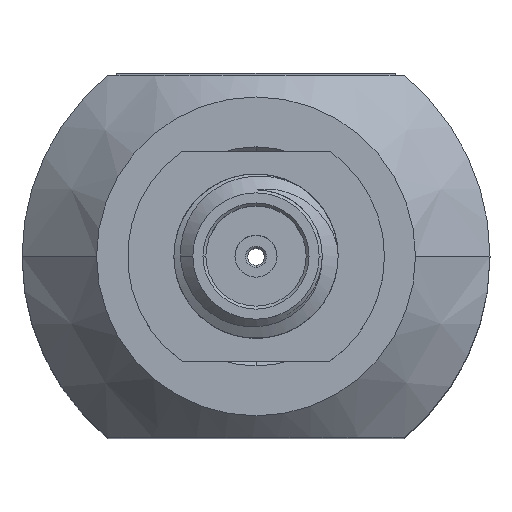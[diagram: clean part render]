
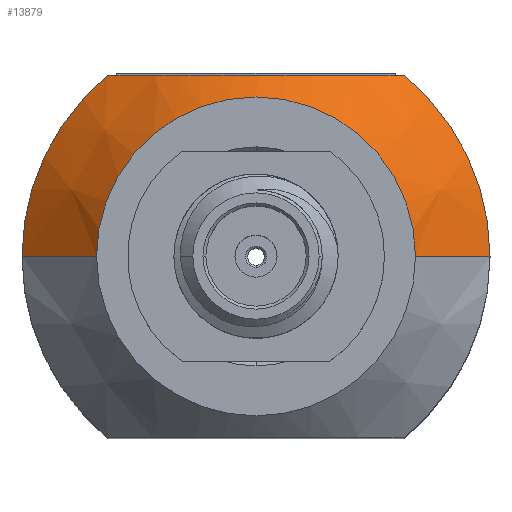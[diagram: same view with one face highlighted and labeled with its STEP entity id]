
A CAD part, top view. The second image highlights one B-rep face of the part: STEP entity #13879.
In plain terms, the highlighted conical face has half-angle 45 degrees and reference radius 3.786 mm.
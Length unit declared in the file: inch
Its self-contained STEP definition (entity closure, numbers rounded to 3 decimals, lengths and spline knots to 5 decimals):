
#36 = EDGE_LOOP ( 'NONE', ( #11414, #16060, #9413, #7158, #12301, #13590 ) ) ;
#55 = EDGE_CURVE ( 'NONE', #14686, #12069, #3124, .T. ) ;
#575 = CARTESIAN_POINT ( 'NONE',  ( -0.04742, 0.16929, 0.2974 ) ) ;
#713 = CARTESIAN_POINT ( 'NONE',  ( -0.14906, 0., 0.3226 ) ) ;
#830 = CARTESIAN_POINT ( 'NONE',  ( -0.07329, 0.16929, 0.28719 ) ) ;
#911 = EDGE_CURVE ( 'NONE', #16390, #14686, #17015, .T. ) ;
#1303 = DIRECTION ( 'NONE',  ( 0., 0., -1. ) ) ;
#1418 = CARTESIAN_POINT ( 'NONE',  ( 0.14906, 0., 0.3226 ) ) ;
#1718 = CONICAL_SURFACE ( 'NONE', #2572, 0.14906, 0.785 ) ;
#1778 = DIRECTION ( 'NONE',  ( -1., 0., 0. ) ) ;
#1860 = EDGE_CURVE ( 'NONE', #17130, #16390, #2043, .T. ) ;
#1909 = CARTESIAN_POINT ( 'NONE',  ( 0.07014, 0.16929, 0.28842 ) ) ;
#2043 = LINE ( 'NONE', #713, #6488 ) ;
#2084 = CARTESIAN_POINT ( 'NONE',  ( 0.09291, 0.16929, 0.27943 ) ) ;
#2132 = DIRECTION ( 'NONE',  ( -0.707, 0., -0.707 ) ) ;
#2253 = CARTESIAN_POINT ( 'NONE',  ( 0.07212, 0.16929, 0.28765 ) ) ;
#2281 = DIRECTION ( 'NONE',  ( -1., 0., 0. ) ) ;
#2572 = AXIS2_PLACEMENT_3D ( 'NONE', #8183, #13978, #1778 ) ;
#2843 = CIRCLE ( 'NONE', #9671, 0.14906 ) ;
#3124 = B_SPLINE_CURVE_WITH_KNOTS ( 'NONE', 3,
 ( #4930, #8947, #3424, #10273, #6093, #14453, #7514, #12769, #830, #8854, #575, #9027, #8685, #6007, #14280, #4843, #13026, #1909, #14191, #2253, #13115, #7340, #2084, #4757, #6256 ),
 .UNSPECIFIED., .F., .F.,
 ( 4, 1, 1, 1, 1, 1, 2, 2, 2, 1, 1, 1, 1, 1, 1, 2, 2, 4 ),
 ( 0., 0.125, 0.1875, 0.21875, 0.23438, 0.24219, 0.24609, 0.25, 0.5, 0.625, 0.6875, 0.71875, 0.73437, 0.74219, 0.74609, 0.74805, 0.75, 1. ),
 .UNSPECIFIED. ) ;
#3424 = CARTESIAN_POINT ( 'NONE',  ( -0.10945, 0.16929, 0.27043 ) ) ;
#3520 = CARTESIAN_POINT ( 'NONE',  ( 0., 0., 0.25291 ) ) ;
#3699 = VERTEX_POINT ( 'NONE', #13690 ) ;
#4757 = CARTESIAN_POINT ( 'NONE',  ( 0.11478, 0.16929, 0.26796 ) ) ;
#4843 = CARTESIAN_POINT ( 'NONE',  ( 0.06188, 0.16929, 0.29145 ) ) ;
#4930 = CARTESIAN_POINT ( 'NONE',  ( -0.13854, 0.16929, 0.25291 ) ) ;
#5134 = CARTESIAN_POINT ( 'NONE',  ( 0., 0., 0.25291 ) ) ;
#5168 = DIRECTION ( 'NONE',  ( 1., 0., 0. ) ) ;
#5639 = DIRECTION ( 'NONE',  ( 0.707, 0., -0.707 ) ) ;
#6007 = CARTESIAN_POINT ( 'NONE',  ( 0.02949, 0.16929, 0.30049 ) ) ;
#6093 = CARTESIAN_POINT ( 'NONE',  ( -0.08155, 0.16929, 0.28377 ) ) ;
#6256 = CARTESIAN_POINT ( 'NONE',  ( 0.13854, 0.16929, 0.25291 ) ) ;
#6488 = VECTOR ( 'NONE', #2132, 39.37008 ) ;
#6563 = EDGE_CURVE ( 'NONE', #11888, #3699, #11162, .T. ) ;
#7158 = ORIENTED_EDGE ( 'NONE', *, *, #55, .F. ) ;
#7340 = CARTESIAN_POINT ( 'NONE',  ( 0.07275, 0.16929, 0.2874 ) ) ;
#7514 = CARTESIAN_POINT ( 'NONE',  ( -0.07487, 0.16929, 0.28656 ) ) ;
#8183 = CARTESIAN_POINT ( 'NONE',  ( 0., 0., 0.3226 ) ) ;
#8485 = CARTESIAN_POINT ( 'NONE',  ( 0.14906, 0., 0.3226 ) ) ;
#8685 = CARTESIAN_POINT ( 'NONE',  ( 0.01167, 0.16929, 0.30237 ) ) ;
#8854 = CARTESIAN_POINT ( 'NONE',  ( -0.07306, 0.16929, 0.28728 ) ) ;
#8898 = EDGE_CURVE ( 'NONE', #12069, #3699, #10539, .T. ) ;
#8947 = CARTESIAN_POINT ( 'NONE',  ( -0.12662, 0.16929, 0.26046 ) ) ;
#9027 = CARTESIAN_POINT ( 'NONE',  ( -0.02319, 0.16929, 0.30238 ) ) ;
#9138 = CARTESIAN_POINT ( 'NONE',  ( -0.14906, 0., 0.3226 ) ) ;
#9413 = ORIENTED_EDGE ( 'NONE', *, *, #8898, .F. ) ;
#9536 = FACE_OUTER_BOUND ( 'NONE', #36, .T. ) ;
#9671 = AXIS2_PLACEMENT_3D ( 'NONE', #10864, #16280, #5168 ) ;
#10273 = CARTESIAN_POINT ( 'NONE',  ( -0.09065, 0.16929, 0.27972 ) ) ;
#10539 = CIRCLE ( 'NONE', #12244, 0.21875 ) ;
#10763 = CARTESIAN_POINT ( 'NONE',  ( -0.21875, 0., 0.25291 ) ) ;
#10864 = CARTESIAN_POINT ( 'NONE',  ( 0., 0., 0.3226 ) ) ;
#11162 = LINE ( 'NONE', #8485, #15760 ) ;
#11192 = AXIS2_PLACEMENT_3D ( 'NONE', #3520, #17212, #16861 ) ;
#11414 = ORIENTED_EDGE ( 'NONE', *, *, #12920, .F. ) ;
#11888 = VERTEX_POINT ( 'NONE', #1418 ) ;
#12069 = VERTEX_POINT ( 'NONE', #14998 ) ;
#12244 = AXIS2_PLACEMENT_3D ( 'NONE', #5134, #1303, #2281 ) ;
#12301 = ORIENTED_EDGE ( 'NONE', *, *, #911, .F. ) ;
#12769 = CARTESIAN_POINT ( 'NONE',  ( -0.07392, 0.16929, 0.28694 ) ) ;
#12920 = EDGE_CURVE ( 'NONE', #11888, #17130, #2843, .T. ) ;
#13026 = CARTESIAN_POINT ( 'NONE',  ( 0.06738, 0.16929, 0.28946 ) ) ;
#13115 = CARTESIAN_POINT ( 'NONE',  ( 0.07251, 0.16929, 0.2875 ) ) ;
#13590 = ORIENTED_EDGE ( 'NONE', *, *, #1860, .F. ) ;
#13690 = CARTESIAN_POINT ( 'NONE',  ( 0.21875, 0., 0.25291 ) ) ;
#13879 = ADVANCED_FACE ( 'NONE', ( #9536 ), #1718, .T. ) ;
#13978 = DIRECTION ( 'NONE',  ( 0., 0., -1. ) ) ;
#14191 = CARTESIAN_POINT ( 'NONE',  ( 0.07153, 0.16929, 0.28788 ) ) ;
#14280 = CARTESIAN_POINT ( 'NONE',  ( 0.05097, 0.16929, 0.29501 ) ) ;
#14453 = CARTESIAN_POINT ( 'NONE',  ( -0.07708, 0.16929, 0.28565 ) ) ;
#14686 = VERTEX_POINT ( 'NONE', #14720 ) ;
#14720 = CARTESIAN_POINT ( 'NONE',  ( -0.13854, 0.16929, 0.25291 ) ) ;
#14998 = CARTESIAN_POINT ( 'NONE',  ( 0.13854, 0.16929, 0.25291 ) ) ;
#15760 = VECTOR ( 'NONE', #5639, 39.37008 ) ;
#16060 = ORIENTED_EDGE ( 'NONE', *, *, #6563, .T. ) ;
#16280 = DIRECTION ( 'NONE',  ( 0., 0., 1. ) ) ;
#16390 = VERTEX_POINT ( 'NONE', #10763 ) ;
#16861 = DIRECTION ( 'NONE',  ( 1., 0., 0. ) ) ;
#17015 = CIRCLE ( 'NONE', #11192, 0.21875 ) ;
#17130 = VERTEX_POINT ( 'NONE', #9138 ) ;
#17212 = DIRECTION ( 'NONE',  ( 0., 0., -1. ) ) ;
